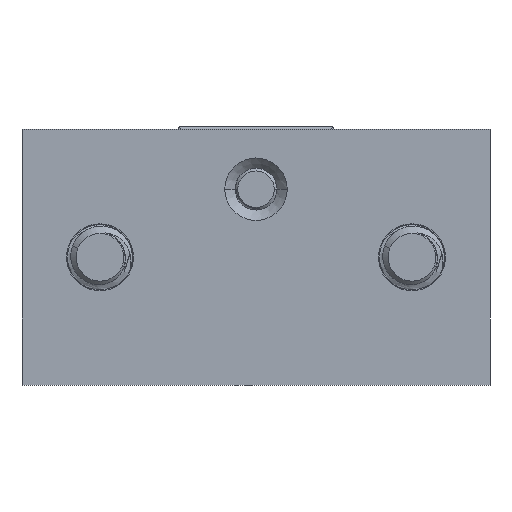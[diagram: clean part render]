
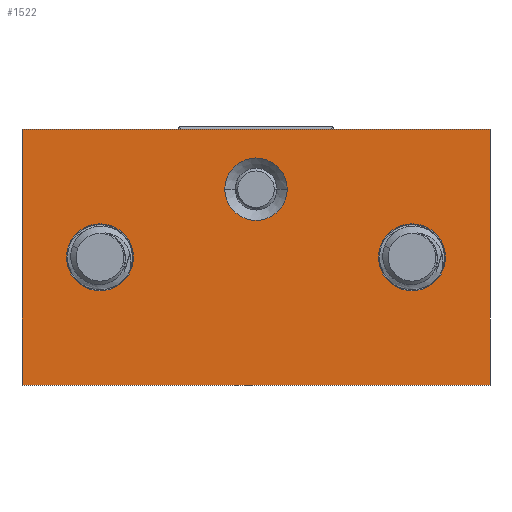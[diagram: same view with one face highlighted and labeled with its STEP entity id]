
A CAD part, front view. The second image highlights one B-rep face of the part: STEP entity #1522.
In plain terms, the highlighted face is planar.
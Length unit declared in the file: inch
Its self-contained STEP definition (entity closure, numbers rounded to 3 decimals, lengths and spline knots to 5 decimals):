
#135 = ORIENTED_EDGE ( 'NONE', *, *, #9455, .F. ) ;
#267 = ORIENTED_EDGE ( 'NONE', *, *, #6458, .F. ) ;
#309 = ORIENTED_EDGE ( 'NONE', *, *, #12323, .F. ) ;
#400 = CIRCLE ( 'NONE', #14786, 0.15 ) ;
#407 = ORIENTED_EDGE ( 'NONE', *, *, #14400, .F. ) ;
#428 = ORIENTED_EDGE ( 'NONE', *, *, #1460, .T. ) ;
#581 = ORIENTED_EDGE ( 'NONE', *, *, #4645, .T. ) ;
#613 = ORIENTED_EDGE ( 'NONE', *, *, #2651, .T. ) ;
#642 = ORIENTED_EDGE ( 'NONE', *, *, #7172, .T. ) ;
#700 = ORIENTED_EDGE ( 'NONE', *, *, #8591, .T. ) ;
#802 = ORIENTED_EDGE ( 'NONE', *, *, #8853, .T. ) ;
#1031 = CARTESIAN_POINT ( 'NONE',  ( 0.214, 0.615, 0. ) ) ;
#1273 = VERTEX_POINT ( 'NONE', #5153 ) ;
#1460 = EDGE_CURVE ( 'NONE', #4116, #2854, #14064, .T. ) ;
#1522 = ADVANCED_FACE ( 'NONE', ( #13999, #13959, #13861, #13839 ), #2835, .F. ) ;
#1843 = AXIS2_PLACEMENT_3D ( 'NONE', #15084, #14929, #14917 ) ;
#2443 = CIRCLE ( 'NONE', #1843, 0.161 ) ;
#2458 = DIRECTION ( 'NONE',  ( 1., 0., 0. ) ) ;
#2470 = DIRECTION ( 'NONE',  ( 0., 0., 1. ) ) ;
#2487 = CARTESIAN_POINT ( 'NONE',  ( 0., 0., 0. ) ) ;
#2562 = VERTEX_POINT ( 'NONE', #14206 ) ;
#2570 = VERTEX_POINT ( 'NONE', #14143 ) ;
#2584 = LINE ( 'NONE', #15038, #10733 ) ;
#2651 = EDGE_CURVE ( 'NONE', #8808, #9319, #11656, .T. ) ;
#2780 = EDGE_LOOP ( 'NONE', ( #642, #613 ) ) ;
#2835 = PLANE ( 'NONE',  #3678 ) ;
#2854 = VERTEX_POINT ( 'NONE', #9044 ) ;
#2955 = DIRECTION ( 'NONE',  ( 1., 0., 0. ) ) ;
#2973 = DIRECTION ( 'NONE',  ( 1., 0., 0. ) ) ;
#2977 = DIRECTION ( 'NONE',  ( 0., 0., 1. ) ) ;
#2991 = CARTESIAN_POINT ( 'NONE',  ( 0.375, 0.615, 0. ) ) ;
#3010 = DIRECTION ( 'NONE',  ( 0., 0., 1. ) ) ;
#3067 = CARTESIAN_POINT ( 'NONE',  ( 1.125, 0.2875, 0. ) ) ;
#3287 = CARTESIAN_POINT ( 'NONE',  ( 0., 0., 0. ) ) ;
#3678 = AXIS2_PLACEMENT_3D ( 'NONE', #2487, #2470, #2458 ) ;
#3679 = EDGE_LOOP ( 'NONE', ( #802, #700 ) ) ;
#3758 = LINE ( 'NONE', #14279, #3807 ) ;
#3807 = VECTOR ( 'NONE', #14322, 39.37008 ) ;
#3965 = AXIS2_PLACEMENT_3D ( 'NONE', #2991, #2977, #2973 ) ;
#4116 = VERTEX_POINT ( 'NONE', #1031 ) ;
#4403 = EDGE_LOOP ( 'NONE', ( #407, #309, #267, #135 ) ) ;
#4438 = VERTEX_POINT ( 'NONE', #10720 ) ;
#4645 = EDGE_CURVE ( 'NONE', #2854, #4116, #7769, .T. ) ;
#5153 = CARTESIAN_POINT ( 'NONE',  ( 2.25, 1.23, 0. ) ) ;
#5753 = DIRECTION ( 'NONE',  ( 0., -1., 0. ) ) ;
#6147 = VECTOR ( 'NONE', #5753, 39.37008 ) ;
#6185 = CARTESIAN_POINT ( 'NONE',  ( 1.714, 0.615, 0. ) ) ;
#6202 = LINE ( 'NONE', #6620, #6147 ) ;
#6325 = CARTESIAN_POINT ( 'NONE',  ( 2.036, 0.615, 0. ) ) ;
#6458 = EDGE_CURVE ( 'NONE', #2570, #1273, #3758, .T. ) ;
#6620 = CARTESIAN_POINT ( 'NONE',  ( 0., 1.23, 0. ) ) ;
#7172 = EDGE_CURVE ( 'NONE', #9319, #8808, #2443, .T. ) ;
#7769 = CIRCLE ( 'NONE', #13526, 0.161 ) ;
#8591 = EDGE_CURVE ( 'NONE', #9602, #14236, #400, .T. ) ;
#8808 = VERTEX_POINT ( 'NONE', #6185 ) ;
#8853 = EDGE_CURVE ( 'NONE', #14236, #9602, #15491, .T. ) ;
#9044 = CARTESIAN_POINT ( 'NONE',  ( 0.536, 0.615, 0. ) ) ;
#9260 = DIRECTION ( 'NONE',  ( 0., 0., 1. ) ) ;
#9319 = VERTEX_POINT ( 'NONE', #6325 ) ;
#9330 = CARTESIAN_POINT ( 'NONE',  ( 1.125, 0.2875, 0. ) ) ;
#9361 = DIRECTION ( 'NONE',  ( 1., 0., 0. ) ) ;
#9402 = DIRECTION ( 'NONE',  ( 0., 0., 1. ) ) ;
#9424 = CARTESIAN_POINT ( 'NONE',  ( 0.375, 0.615, 0. ) ) ;
#9455 = EDGE_CURVE ( 'NONE', #2562, #2570, #14882, .T. ) ;
#9602 = VERTEX_POINT ( 'NONE', #12179 ) ;
#9880 = CARTESIAN_POINT ( 'NONE',  ( 0.975, 0.2875, 0. ) ) ;
#10711 = AXIS2_PLACEMENT_3D ( 'NONE', #13294, #13266, #13250 ) ;
#10720 = CARTESIAN_POINT ( 'NONE',  ( 0., 1.23, 0. ) ) ;
#10733 = VECTOR ( 'NONE', #14286, 39.37008 ) ;
#11656 = CIRCLE ( 'NONE', #10711, 0.161 ) ;
#12179 = CARTESIAN_POINT ( 'NONE',  ( 1.275, 0.2875, 0. ) ) ;
#12323 = EDGE_CURVE ( 'NONE', #1273, #4438, #2584, .T. ) ;
#13202 = DIRECTION ( 'NONE',  ( 1., 0., 0. ) ) ;
#13250 = DIRECTION ( 'NONE',  ( 1., 0., 0. ) ) ;
#13266 = DIRECTION ( 'NONE',  ( 0., 0., 1. ) ) ;
#13294 = CARTESIAN_POINT ( 'NONE',  ( 1.875, 0.615, 0. ) ) ;
#13526 = AXIS2_PLACEMENT_3D ( 'NONE', #9424, #9402, #9361 ) ;
#13839 = FACE_OUTER_BOUND ( 'NONE', #4403, .T. ) ;
#13861 = FACE_BOUND ( 'NONE', #14891, .T. ) ;
#13959 = FACE_BOUND ( 'NONE', #2780, .T. ) ;
#13999 = FACE_BOUND ( 'NONE', #3679, .T. ) ;
#14037 = AXIS2_PLACEMENT_3D ( 'NONE', #3067, #3010, #2955 ) ;
#14064 = CIRCLE ( 'NONE', #3965, 0.161 ) ;
#14143 = CARTESIAN_POINT ( 'NONE',  ( 2.25, 0., 0. ) ) ;
#14206 = CARTESIAN_POINT ( 'NONE',  ( 0., 0., 0. ) ) ;
#14236 = VERTEX_POINT ( 'NONE', #9880 ) ;
#14279 = CARTESIAN_POINT ( 'NONE',  ( 2.25, 0., 0. ) ) ;
#14286 = DIRECTION ( 'NONE',  ( -1., 0., 0. ) ) ;
#14322 = DIRECTION ( 'NONE',  ( 0., 1., 0. ) ) ;
#14400 = EDGE_CURVE ( 'NONE', #4438, #2562, #6202, .T. ) ;
#14457 = DIRECTION ( 'NONE',  ( 1., 0., 0. ) ) ;
#14786 = AXIS2_PLACEMENT_3D ( 'NONE', #9330, #9260, #14457 ) ;
#14803 = VECTOR ( 'NONE', #13202, 39.37008 ) ;
#14882 = LINE ( 'NONE', #3287, #14803 ) ;
#14891 = EDGE_LOOP ( 'NONE', ( #581, #428 ) ) ;
#14917 = DIRECTION ( 'NONE',  ( 1., 0., 0. ) ) ;
#14929 = DIRECTION ( 'NONE',  ( 0., 0., 1. ) ) ;
#15038 = CARTESIAN_POINT ( 'NONE',  ( 2.25, 1.23, 0. ) ) ;
#15084 = CARTESIAN_POINT ( 'NONE',  ( 1.875, 0.615, 0. ) ) ;
#15491 = CIRCLE ( 'NONE', #14037, 0.15 ) ;
